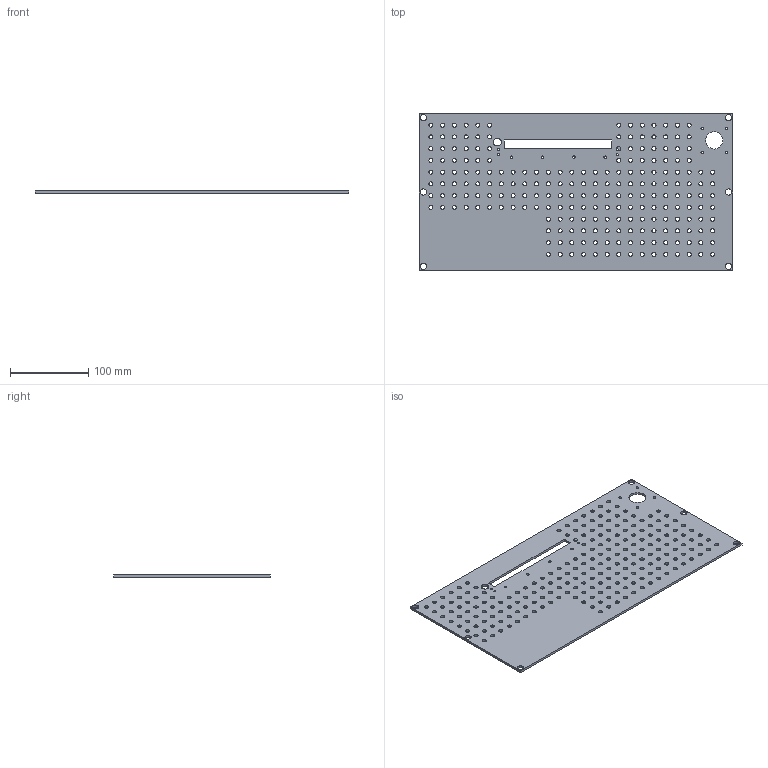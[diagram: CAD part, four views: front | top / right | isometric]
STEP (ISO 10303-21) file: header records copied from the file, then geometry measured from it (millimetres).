
FILE_DESCRIPTION(('FreeCAD Model'),'2;1');
FILE_NAME('Open CASCADE Shape Model','2024-06-19T17:09:24',('Author'),( ''),'Open CASCADE STEP processor 7.6','FreeCAD','Unknown');
FILE_SCHEMA(('AUTOMOTIVE_DESIGN { 1 0 10303 214 1 1 1 1 }'));
Length unit declared in the file: millimetre
Products named in the file (1): Layer3
Bounding box: 400 x 200 x 3 mm (x, y, z)
Volume: 219415.2 mm3; surface area: 162193.6 mm2
Topology: 1 solids, 1 shells, 243 faces, 725 edges, 484 vertices
Faces by surface type: cylinder 231, plane 12
Full cylindrical faces by diameter (mm): 2.4 x4, 3.2 x8, 5.2 x211, 8 x6, 10 x1, 22 x1
Entity records: 9415 total; most frequent: DIRECTION 1683, CARTESIAN_POINT 1453, ORIENTED_EDGE 1450, EDGE_CURVE 725, AXIS2_PLACEMENT_3D 714, FACE_BOUND 707, EDGE_LOOP 707, VERTEX_POINT 484
